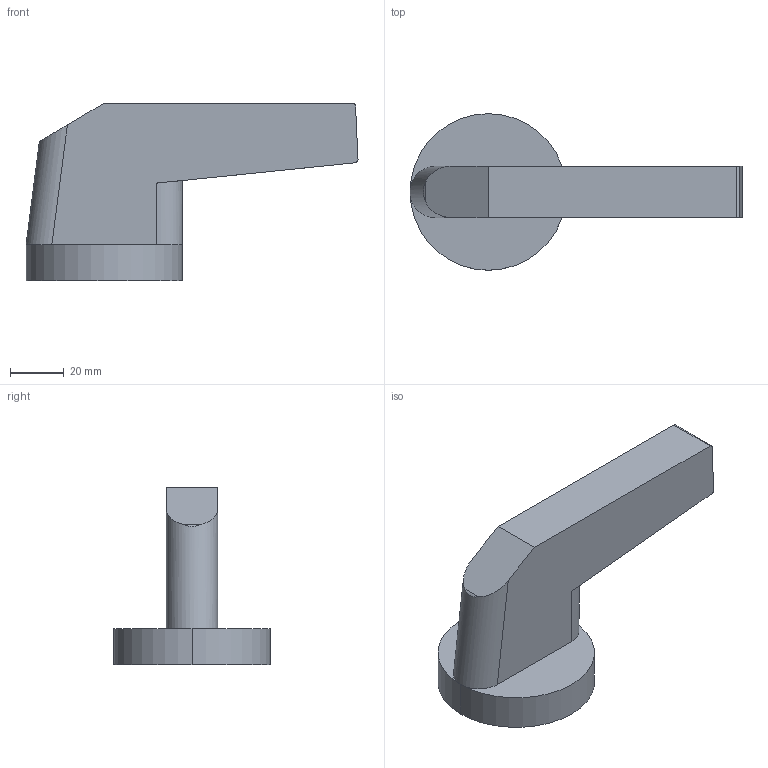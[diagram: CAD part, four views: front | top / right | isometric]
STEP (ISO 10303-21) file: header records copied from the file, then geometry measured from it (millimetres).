
FILE_DESCRIPTION((''),'2;1');
FILE_NAME('3d_GEX61NC.stp','2014-06-05T08:31:45',(''),(''),'Mechanical Desktop 2011','Mechanical Desktop 2011',', , ');
FILE_SCHEMA(('CONFIG_CONTROL_DESIGN'));
Length unit declared in the file: millimetre
Products named in the file (1): Product
Bounding box: 123 x 58 x 65.9 mm (x, y, z)
Volume: 115505.8 mm3; surface area: 22057.6 mm2
Topology: 2 solids, 2 shells, 16 faces, 37 edges, 25 vertices
Faces by surface type: plane 9, cylinder 7
Entity records: 573 total; most frequent: CARTESIAN_POINT 101, DIRECTION 82, ORIENTED_EDGE 74, EDGE_CURVE 37, AXIS2_PLACEMENT_3D 30, VERTEX_POINT 25, VECTOR 22, LINE 22
